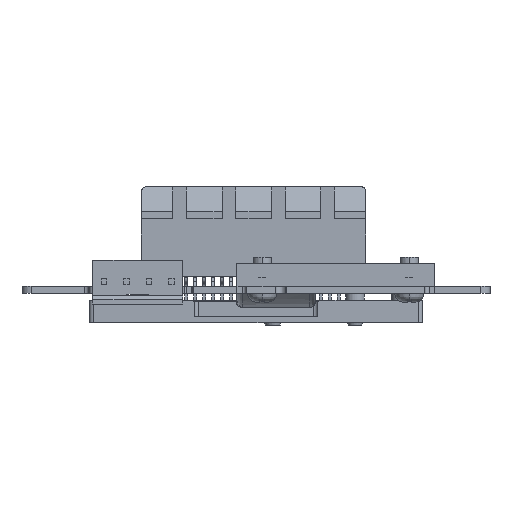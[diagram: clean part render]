
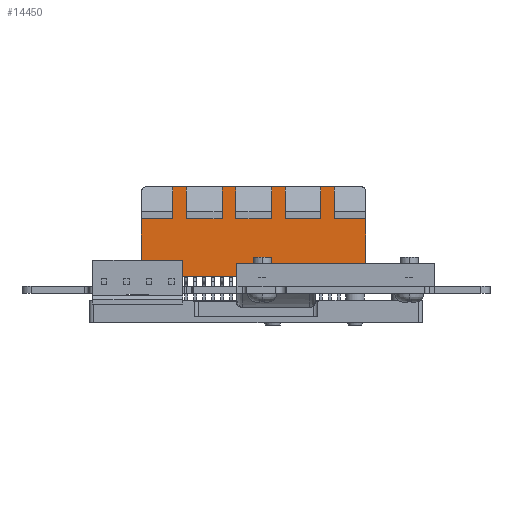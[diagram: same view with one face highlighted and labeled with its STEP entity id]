
A CAD part, front view. The second image highlights one B-rep face of the part: STEP entity #14450.
In plain terms, the highlighted face is planar.
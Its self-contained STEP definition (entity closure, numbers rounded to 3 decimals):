
#8466 = VERTEX_POINT('',#8467);
#8467 = CARTESIAN_POINT('',(3.7,6.45,3.5));
#8473 = EDGE_CURVE('',#8466,#8474,#8476,.T.);
#8474 = VERTEX_POINT('',#8475);
#8475 = CARTESIAN_POINT('',(3.7,6.45,0.));
#8476 = LINE('',#8477,#8478);
#8477 = CARTESIAN_POINT('',(3.7,6.45,25.));
#8478 = VECTOR('',#8479,1.);
#8479 = DIRECTION('',(0.,0.,-1.));
#8527 = VERTEX_POINT('',#8528);
#8528 = CARTESIAN_POINT('',(3.7,10.,3.5));
#8577 = VERTEX_POINT('',#8578);
#8578 = CARTESIAN_POINT('',(3.7,6.45,20.));
#8584 = EDGE_CURVE('',#8577,#8585,#8587,.T.);
#8585 = VERTEX_POINT('',#8586);
#8586 = CARTESIAN_POINT('',(3.7,6.45,16.));
#8587 = LINE('',#8588,#8589);
#8588 = CARTESIAN_POINT('',(3.7,6.45,25.));
#8589 = VECTOR('',#8590,1.);
#8590 = DIRECTION('',(0.,0.,-1.));
#8638 = VERTEX_POINT('',#8639);
#8639 = CARTESIAN_POINT('',(3.7,10.,20.));
#8640 = VERTEX_POINT('',#8641);
#8641 = CARTESIAN_POINT('',(3.7,10.,16.));
#8679 = VERTEX_POINT('',#8680);
#8680 = CARTESIAN_POINT('',(3.7,6.45,14.5));
#8686 = EDGE_CURVE('',#8679,#8687,#8689,.T.);
#8687 = VERTEX_POINT('',#8688);
#8688 = CARTESIAN_POINT('',(3.7,6.45,10.5));
#8689 = LINE('',#8690,#8691);
#8690 = CARTESIAN_POINT('',(3.7,6.45,25.));
#8691 = VECTOR('',#8692,1.);
#8692 = DIRECTION('',(0.,0.,-1.));
#8740 = VERTEX_POINT('',#8741);
#8741 = CARTESIAN_POINT('',(3.7,10.,14.5));
#8742 = VERTEX_POINT('',#8743);
#8743 = CARTESIAN_POINT('',(3.7,10.,10.5));
#8770 = EDGE_CURVE('',#8771,#8773,#8775,.T.);
#8771 = VERTEX_POINT('',#8772);
#8772 = CARTESIAN_POINT('',(3.7,6.45,25.));
#8773 = VERTEX_POINT('',#8774);
#8774 = CARTESIAN_POINT('',(3.7,6.45,21.5));
#8775 = LINE('',#8776,#8777);
#8776 = CARTESIAN_POINT('',(3.7,6.45,25.));
#8777 = VECTOR('',#8778,1.);
#8778 = DIRECTION('',(0.,0.,-1.));
#8843 = VERTEX_POINT('',#8844);
#8844 = CARTESIAN_POINT('',(3.7,10.,21.5));
#10237 = VERTEX_POINT('',#10238);
#10238 = CARTESIAN_POINT('',(3.7,0.,0.));
#10244 = EDGE_CURVE('',#10245,#10237,#10247,.T.);
#10245 = VERTEX_POINT('',#10246);
#10246 = CARTESIAN_POINT('',(3.7,0.,25.));
#10247 = LINE('',#10248,#10249);
#10248 = CARTESIAN_POINT('',(3.7,0.,25.));
#10249 = VECTOR('',#10250,1.);
#10250 = DIRECTION('',(0.,0.,-1.));
#14450 = ADVANCED_FACE('',(#14451),#14556,.F.);
#14451 = FACE_BOUND('',#14452,.T.);
#14452 = EDGE_LOOP('',(#14453,#14459,#14460,#14466,#14474,#14482,#14490,
    #14498,#14504,#14510,#14511,#14517,#14523,#14529,#14530,#14536,
    #14542,#14548,#14549,#14555));
#14453 = ORIENTED_EDGE('',*,*,#14454,.T.);
#14454 = EDGE_CURVE('',#10237,#8474,#14455,.T.);
#14455 = LINE('',#14456,#14457);
#14456 = CARTESIAN_POINT('',(3.7,6.45,0.));
#14457 = VECTOR('',#14458,1.);
#14458 = DIRECTION('',(0.,1.,0.));
#14459 = ORIENTED_EDGE('',*,*,#8473,.F.);
#14460 = ORIENTED_EDGE('',*,*,#14461,.T.);
#14461 = EDGE_CURVE('',#8466,#8527,#14462,.T.);
#14462 = LINE('',#14463,#14464);
#14463 = CARTESIAN_POINT('',(3.7,4.398,3.5));
#14464 = VECTOR('',#14465,1.);
#14465 = DIRECTION('',(0.,1.,0.));
#14466 = ORIENTED_EDGE('',*,*,#14467,.T.);
#14467 = EDGE_CURVE('',#8527,#14468,#14470,.T.);
#14468 = VERTEX_POINT('',#14469);
#14469 = CARTESIAN_POINT('',(3.7,10.,5.));
#14470 = LINE('',#14471,#14472);
#14471 = CARTESIAN_POINT('',(3.7,10.,3.5));
#14472 = VECTOR('',#14473,1.);
#14473 = DIRECTION('',(0.,0.,1.));
#14474 = ORIENTED_EDGE('',*,*,#14475,.F.);
#14475 = EDGE_CURVE('',#14476,#14468,#14478,.T.);
#14476 = VERTEX_POINT('',#14477);
#14477 = CARTESIAN_POINT('',(3.7,6.45,5.));
#14478 = LINE('',#14479,#14480);
#14479 = CARTESIAN_POINT('',(3.7,4.398,5.));
#14480 = VECTOR('',#14481,1.);
#14481 = DIRECTION('',(0.,1.,0.));
#14482 = ORIENTED_EDGE('',*,*,#14483,.F.);
#14483 = EDGE_CURVE('',#14484,#14476,#14486,.T.);
#14484 = VERTEX_POINT('',#14485);
#14485 = CARTESIAN_POINT('',(3.7,6.45,9.));
#14486 = LINE('',#14487,#14488);
#14487 = CARTESIAN_POINT('',(3.7,6.45,25.));
#14488 = VECTOR('',#14489,1.);
#14489 = DIRECTION('',(0.,0.,-1.));
#14490 = ORIENTED_EDGE('',*,*,#14491,.T.);
#14491 = EDGE_CURVE('',#14484,#14492,#14494,.T.);
#14492 = VERTEX_POINT('',#14493);
#14493 = CARTESIAN_POINT('',(3.7,10.,9.));
#14494 = LINE('',#14495,#14496);
#14495 = CARTESIAN_POINT('',(3.7,4.398,9.));
#14496 = VECTOR('',#14497,1.);
#14497 = DIRECTION('',(0.,1.,0.));
#14498 = ORIENTED_EDGE('',*,*,#14499,.T.);
#14499 = EDGE_CURVE('',#14492,#8742,#14500,.T.);
#14500 = LINE('',#14501,#14502);
#14501 = CARTESIAN_POINT('',(3.7,10.,9.));
#14502 = VECTOR('',#14503,1.);
#14503 = DIRECTION('',(0.,0.,1.));
#14504 = ORIENTED_EDGE('',*,*,#14505,.F.);
#14505 = EDGE_CURVE('',#8687,#8742,#14506,.T.);
#14506 = LINE('',#14507,#14508);
#14507 = CARTESIAN_POINT('',(3.7,4.398,10.5));
#14508 = VECTOR('',#14509,1.);
#14509 = DIRECTION('',(0.,1.,0.));
#14510 = ORIENTED_EDGE('',*,*,#8686,.F.);
#14511 = ORIENTED_EDGE('',*,*,#14512,.T.);
#14512 = EDGE_CURVE('',#8679,#8740,#14513,.T.);
#14513 = LINE('',#14514,#14515);
#14514 = CARTESIAN_POINT('',(3.7,4.398,14.5));
#14515 = VECTOR('',#14516,1.);
#14516 = DIRECTION('',(0.,1.,0.));
#14517 = ORIENTED_EDGE('',*,*,#14518,.T.);
#14518 = EDGE_CURVE('',#8740,#8640,#14519,.T.);
#14519 = LINE('',#14520,#14521);
#14520 = CARTESIAN_POINT('',(3.7,10.,14.5));
#14521 = VECTOR('',#14522,1.);
#14522 = DIRECTION('',(0.,0.,1.));
#14523 = ORIENTED_EDGE('',*,*,#14524,.F.);
#14524 = EDGE_CURVE('',#8585,#8640,#14525,.T.);
#14525 = LINE('',#14526,#14527);
#14526 = CARTESIAN_POINT('',(3.7,4.398,16.));
#14527 = VECTOR('',#14528,1.);
#14528 = DIRECTION('',(0.,1.,0.));
#14529 = ORIENTED_EDGE('',*,*,#8584,.F.);
#14530 = ORIENTED_EDGE('',*,*,#14531,.T.);
#14531 = EDGE_CURVE('',#8577,#8638,#14532,.T.);
#14532 = LINE('',#14533,#14534);
#14533 = CARTESIAN_POINT('',(3.7,4.398,20.));
#14534 = VECTOR('',#14535,1.);
#14535 = DIRECTION('',(0.,1.,0.));
#14536 = ORIENTED_EDGE('',*,*,#14537,.T.);
#14537 = EDGE_CURVE('',#8638,#8843,#14538,.T.);
#14538 = LINE('',#14539,#14540);
#14539 = CARTESIAN_POINT('',(3.7,10.,20.));
#14540 = VECTOR('',#14541,1.);
#14541 = DIRECTION('',(0.,0.,1.));
#14542 = ORIENTED_EDGE('',*,*,#14543,.F.);
#14543 = EDGE_CURVE('',#8773,#8843,#14544,.T.);
#14544 = LINE('',#14545,#14546);
#14545 = CARTESIAN_POINT('',(3.7,4.398,21.5));
#14546 = VECTOR('',#14547,1.);
#14547 = DIRECTION('',(0.,1.,0.));
#14548 = ORIENTED_EDGE('',*,*,#8770,.F.);
#14549 = ORIENTED_EDGE('',*,*,#14550,.F.);
#14550 = EDGE_CURVE('',#10245,#8771,#14551,.T.);
#14551 = LINE('',#14552,#14553);
#14552 = CARTESIAN_POINT('',(3.7,6.45,25.));
#14553 = VECTOR('',#14554,1.);
#14554 = DIRECTION('',(0.,1.,0.));
#14555 = ORIENTED_EDGE('',*,*,#10244,.T.);
#14556 = PLANE('',#14557);
#14557 = AXIS2_PLACEMENT_3D('',#14558,#14559,#14560);
#14558 = CARTESIAN_POINT('',(3.7,6.45,25.));
#14559 = DIRECTION('',(-1.,0.,0.));
#14560 = DIRECTION('',(0.,-1.,0.));
